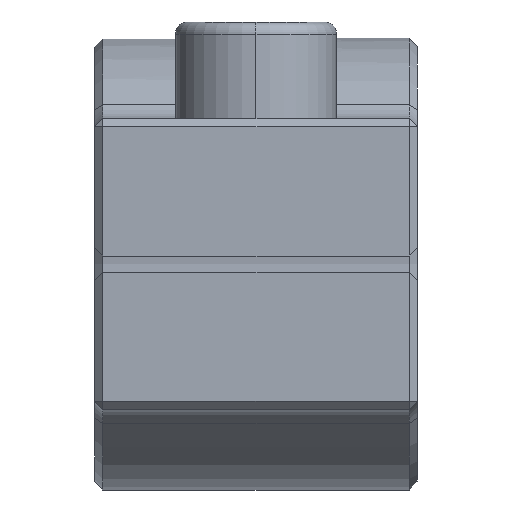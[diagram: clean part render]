
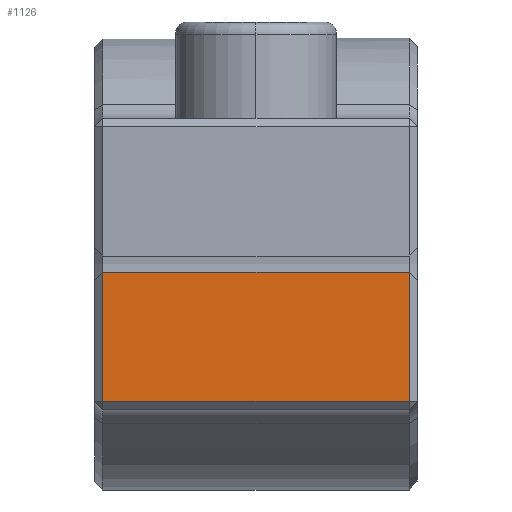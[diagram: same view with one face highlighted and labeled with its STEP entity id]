
A CAD part, left-side view. The second image highlights one B-rep face of the part: STEP entity #1126.
In plain terms, the highlighted planar face has unit normal (-1, 0, 0).
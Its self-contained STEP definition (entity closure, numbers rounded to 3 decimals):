
#509 = LINE ( 'NONE', #13293, #13385 ) ;
#1117 = EDGE_CURVE ( 'NONE', #13888, #8592, #13059, .T. ) ;
#1126 = ADVANCED_FACE ( 'NONE', ( #6462 ), #3917, .F. ) ;
#1405 = CARTESIAN_POINT ( 'NONE',  ( -30.416, -7.581, 57.5 ) ) ;
#1823 = VERTEX_POINT ( 'NONE', #1405 ) ;
#3777 = LINE ( 'NONE', #8961, #6336 ) ;
#3917 = PLANE ( 'NONE',  #11080 ) ;
#5216 = DIRECTION ( 'NONE',  ( 0., -1., 0. ) ) ;
#5351 = CARTESIAN_POINT ( 'NONE',  ( -30.416, 11.419, 49. ) ) ;
#5443 = DIRECTION ( 'NONE',  ( 1., 0., 0. ) ) ;
#5485 = ORIENTED_EDGE ( 'NONE', *, *, #10984, .T. ) ;
#5589 = DIRECTION ( 'NONE',  ( 0., 0., 1. ) ) ;
#5877 = EDGE_LOOP ( 'NONE', ( #11132, #13597, #5485, #15767 ) ) ;
#6336 = VECTOR ( 'NONE', #5216, 1000. ) ;
#6347 = CARTESIAN_POINT ( 'NONE',  ( -30.416, -7.581, 49.5 ) ) ;
#6462 = FACE_OUTER_BOUND ( 'NONE', #5877, .T. ) ;
#7276 = CARTESIAN_POINT ( 'NONE',  ( -30.416, 11.419, 49.5 ) ) ;
#7552 = CARTESIAN_POINT ( 'NONE',  ( -30.416, 11.919, 57.5 ) ) ;
#7899 = DIRECTION ( 'NONE',  ( 0., 1., 0. ) ) ;
#8592 = VERTEX_POINT ( 'NONE', #7276 ) ;
#8961 = CARTESIAN_POINT ( 'NONE',  ( -30.416, 11.919, 49.5 ) ) ;
#9122 = EDGE_CURVE ( 'NONE', #8592, #11478, #3777, .T. ) ;
#9178 = VECTOR ( 'NONE', #13223, 1000. ) ;
#10520 = DIRECTION ( 'NONE',  ( 0., 0., -1. ) ) ;
#10984 = EDGE_CURVE ( 'NONE', #1823, #13888, #15426, .T. ) ;
#11080 = AXIS2_PLACEMENT_3D ( 'NONE', #14247, #5443, #10520 ) ;
#11132 = ORIENTED_EDGE ( 'NONE', *, *, #9122, .T. ) ;
#11478 = VERTEX_POINT ( 'NONE', #6347 ) ;
#12550 = CARTESIAN_POINT ( 'NONE',  ( -30.416, 11.419, 57.5 ) ) ;
#13059 = LINE ( 'NONE', #5351, #9178 ) ;
#13223 = DIRECTION ( 'NONE',  ( 0., 0., -1. ) ) ;
#13293 = CARTESIAN_POINT ( 'NONE',  ( -30.416, -7.581, 49. ) ) ;
#13385 = VECTOR ( 'NONE', #5589, 1000. ) ;
#13597 = ORIENTED_EDGE ( 'NONE', *, *, #16239, .T. ) ;
#13888 = VERTEX_POINT ( 'NONE', #12550 ) ;
#14247 = CARTESIAN_POINT ( 'NONE',  ( -30.416, 11.919, 49. ) ) ;
#15426 = LINE ( 'NONE', #7552, #16588 ) ;
#15767 = ORIENTED_EDGE ( 'NONE', *, *, #1117, .T. ) ;
#16239 = EDGE_CURVE ( 'NONE', #11478, #1823, #509, .T. ) ;
#16588 = VECTOR ( 'NONE', #7899, 1000. ) ;
